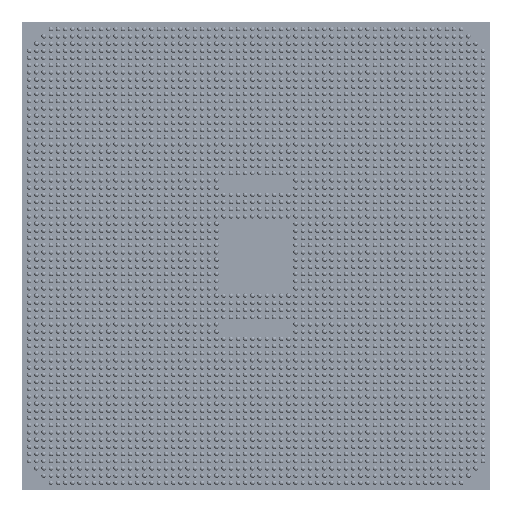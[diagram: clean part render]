
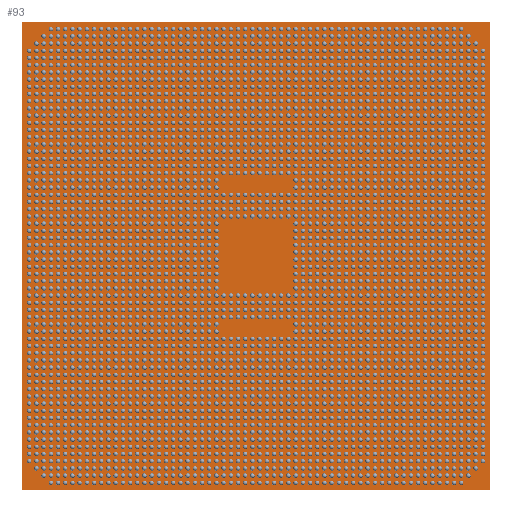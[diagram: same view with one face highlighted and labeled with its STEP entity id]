
A CAD part, front view. The second image highlights one B-rep face of the part: STEP entity #93.
In plain terms, the highlighted planar face has unit normal (0, -1, 0).
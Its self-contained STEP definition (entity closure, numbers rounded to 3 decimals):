
#14=DIRECTION('',(0.,0.,1.));
#15=VECTOR('',#14,65.);
#16=CARTESIAN_POINT('',(-32.5,0.5,-32.5));
#17=LINE('',#16,#15);
#18=DIRECTION('',(1.,0.,0.));
#19=VECTOR('',#18,65.);
#20=CARTESIAN_POINT('',(-32.5,0.5,32.5));
#21=LINE('',#20,#19);
#22=DIRECTION('',(0.,0.,-1.));
#23=VECTOR('',#22,65.);
#24=CARTESIAN_POINT('',(32.5,0.5,32.5));
#25=LINE('',#24,#23);
#26=DIRECTION('',(-1.,0.,0.));
#27=VECTOR('',#26,65.);
#28=CARTESIAN_POINT('',(32.5,0.5,-32.5));
#29=LINE('',#28,#27);
#62=CARTESIAN_POINT('',(-32.5,0.5,-32.5));
#63=CARTESIAN_POINT('',(-32.5,0.5,32.5));
#64=VERTEX_POINT('',#62);
#65=VERTEX_POINT('',#63);
#66=CARTESIAN_POINT('',(32.5,0.5,32.5));
#67=VERTEX_POINT('',#66);
#68=CARTESIAN_POINT('',(32.5,0.5,-32.5));
#69=VERTEX_POINT('',#68);
#78=CARTESIAN_POINT('',(0.,0.5,0.));
#79=DIRECTION('',(0.,1.,0.));
#80=DIRECTION('',(1.,0.,0.));
#81=AXIS2_PLACEMENT_3D('',#78,#79,#80);
#82=PLANE('',#81);
#84=ORIENTED_EDGE('',*,*,#83,.T.);
#86=ORIENTED_EDGE('',*,*,#85,.T.);
#88=ORIENTED_EDGE('',*,*,#87,.T.);
#90=ORIENTED_EDGE('',*,*,#89,.T.);
#91=EDGE_LOOP('',(#84,#86,#88,#90));
#92=FACE_OUTER_BOUND('',#91,.F.);
#93=ADVANCED_FACE('',(#92),#82,.F.);
#83=EDGE_CURVE('',#64,#65,#17,.T.);
#85=EDGE_CURVE('',#65,#67,#21,.T.);
#87=EDGE_CURVE('',#67,#69,#25,.T.);
#89=EDGE_CURVE('',#69,#64,#29,.T.);
